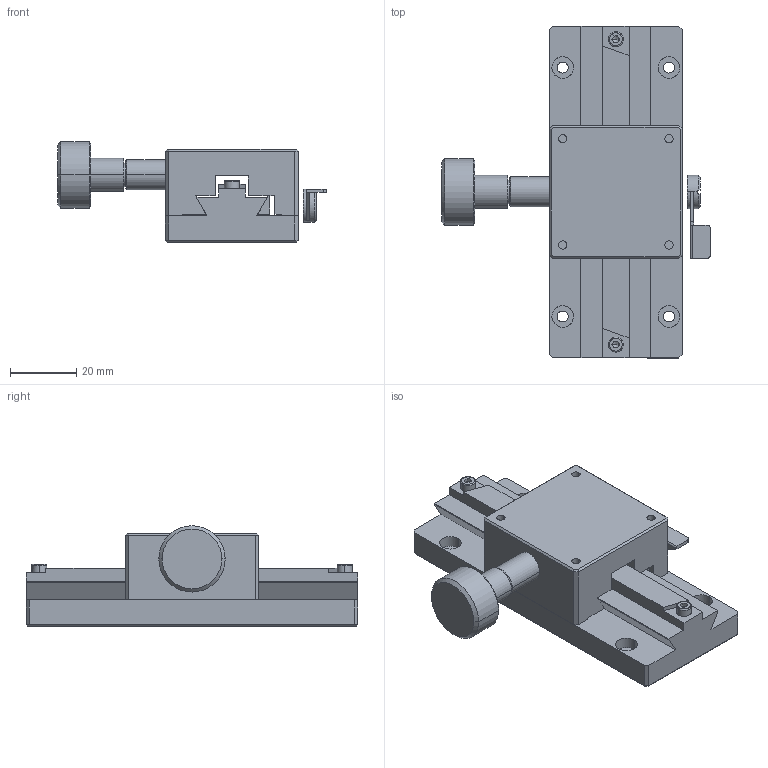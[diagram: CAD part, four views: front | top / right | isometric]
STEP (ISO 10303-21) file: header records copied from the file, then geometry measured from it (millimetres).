
FILE_DESCRIPTION (( 'STEP AP203' ), '1' );
FILE_NAME ('SPYC40-L100.STEP', '2020-07-13T06:51:25', ( 'User' ), ( 'Microsoft' ), 'SwSTEP 2.0', 'SolidWorks 2018', '' );
FILE_SCHEMA (( 'CONFIG_CONTROL_DESIGN' ));
Length unit declared in the file: millimetre
Products named in the file (2): SPYC40-L100
Bounding box: 81 x 100 x 30.3 mm (x, y, z)
Surface area: 21692.8 mm2 (no closed solid volume)
Topology: 0 solids, 6 shells, 253 faces, 919 edges, 642 vertices
Faces by surface type: plane 152, cylinder 45, bspline 41, cone 13, torus 2
Entity records: 14918 total; most frequent: CARTESIAN_POINT 7577, ORIENTED_EDGE 1439, DIRECTION 1239, EDGE_CURVE 915, VERTEX_POINT 642, LINE 587, VECTOR 587, AXIS2_PLACEMENT_3D 326
